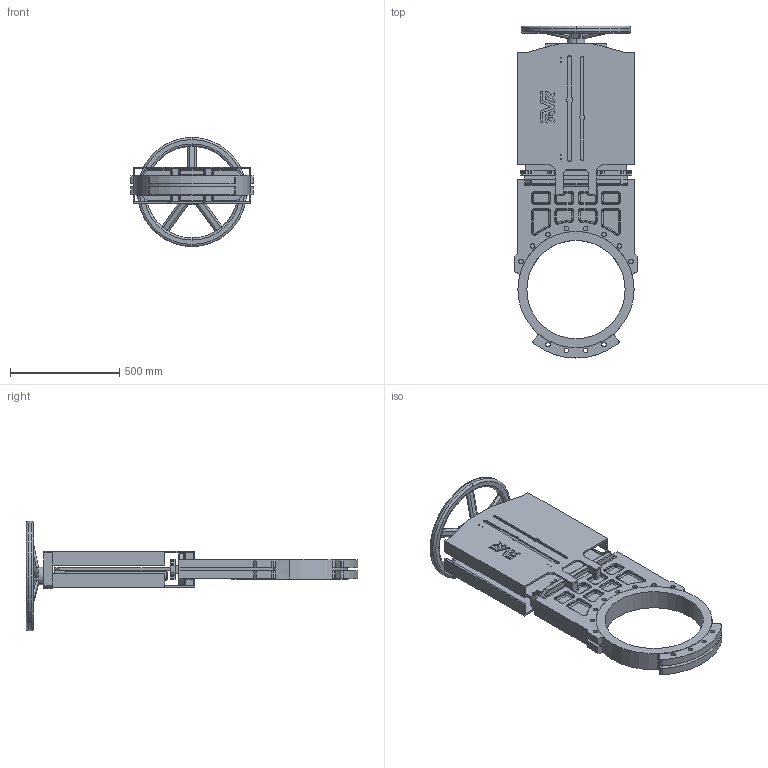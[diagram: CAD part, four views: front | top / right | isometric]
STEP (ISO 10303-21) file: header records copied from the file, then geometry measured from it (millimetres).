
FILE_DESCRIPTION (( 'STEP AP203' ), '1' );
FILE_NAME ('70245010034.STEP', '2017-03-24T08:37:55', ( '' ), ( '' ), 'SwSTEP 2.0', 'SolidWorks 2016', '' );
FILE_SCHEMA (( 'CONFIG_CONTROL_DESIGN' ));
Length unit declared in the file: millimetre
Products named in the file (1): 70245010034
Bounding box: 560 x 1519 x 500 mm (x, y, z)
Volume: 34897944.3 mm3; surface area: 3485262.9 mm2
Topology: 1 solids, 1 shells, 1208 faces, 3204 edges, 2003 vertices
Faces by surface type: cylinder 563, plane 439, torus 172, bspline 30, cone 2, sphere 2
Entity records: 40411 total; most frequent: CARTESIAN_POINT 9777, DIRECTION 6697, ORIENTED_EDGE 6370, EDGE_CURVE 3185, AXIS2_PLACEMENT_3D 2502, VERTEX_POINT 2003, VECTOR 1693, LINE 1693
